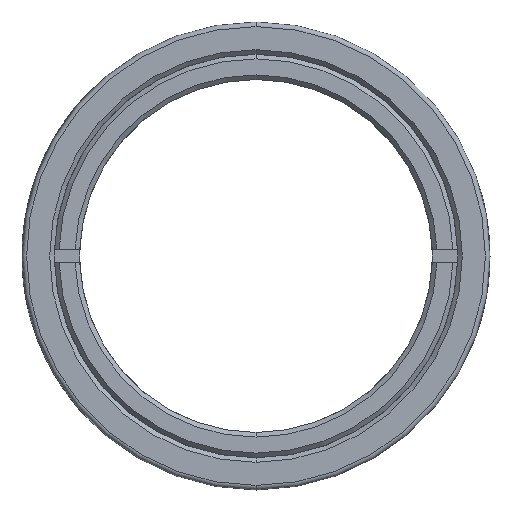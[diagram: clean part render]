
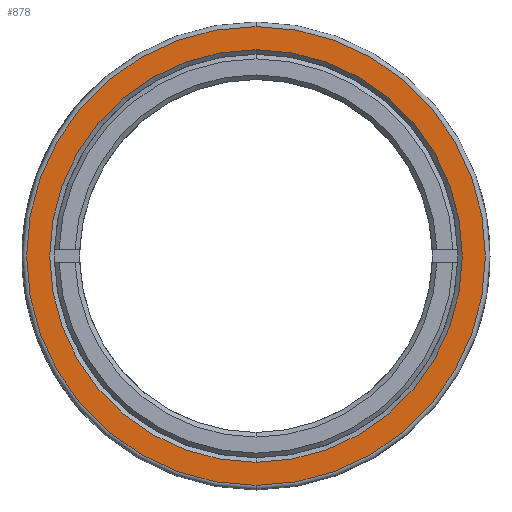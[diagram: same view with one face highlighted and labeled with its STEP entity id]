
A CAD part, front view. The second image highlights one B-rep face of the part: STEP entity #878.
In plain terms, the highlighted planar face has unit normal (0, -1, 0).
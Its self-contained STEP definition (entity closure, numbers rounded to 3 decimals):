
#223 = ORIENTED_EDGE ( 'NONE', *, *, #9853, .T. ) ;
#644 = CARTESIAN_POINT ( 'NONE',  ( 15.419, 15.237, 18.209 ) ) ;
#878 = ADVANCED_FACE ( 'NONE', ( #19358, #11006 ), #23828, .F. ) ;
#1057 = ORIENTED_EDGE ( 'NONE', *, *, #12476, .T. ) ;
#3513 = DIRECTION ( 'NONE',  ( 0., -1., 0. ) ) ;
#3565 = CIRCLE ( 'NONE', #21021, 13.445 ) ;
#3776 = CARTESIAN_POINT ( 'NONE',  ( 15.419, 15.237, 18.209 ) ) ;
#6038 = EDGE_LOOP ( 'NONE', ( #223, #22140 ) ) ;
#6146 = CARTESIAN_POINT ( 'NONE',  ( 15.419, 15.237, 18.209 ) ) ;
#6505 = EDGE_CURVE ( 'NONE', #14268, #24948, #14111, .T. ) ;
#9853 = EDGE_CURVE ( 'NONE', #28354, #23175, #3565, .T. ) ;
#10010 = CARTESIAN_POINT ( 'NONE',  ( 15.419, 15.237, 18.209 ) ) ;
#10202 = DIRECTION ( 'NONE',  ( 0., -1., 0. ) ) ;
#11000 = CARTESIAN_POINT ( 'NONE',  ( 15.419, 15.237, 33.159 ) ) ;
#11006 = FACE_OUTER_BOUND ( 'NONE', #11323, .T. ) ;
#11323 = EDGE_LOOP ( 'NONE', ( #1057, #13744 ) ) ;
#12222 = CIRCLE ( 'NONE', #28324, 14.95 ) ;
#12476 = EDGE_CURVE ( 'NONE', #24948, #14268, #12222, .T. ) ;
#12625 = DIRECTION ( 'NONE',  ( 0., 0., 1. ) ) ;
#12695 = DIRECTION ( 'NONE',  ( 0., 0., 1. ) ) ;
#13148 = CARTESIAN_POINT ( 'NONE',  ( 15.419, 15.237, 18.209 ) ) ;
#13744 = ORIENTED_EDGE ( 'NONE', *, *, #6505, .T. ) ;
#13768 = CARTESIAN_POINT ( 'NONE',  ( 15.419, 15.237, 3.259 ) ) ;
#14111 = CIRCLE ( 'NONE', #21452, 14.95 ) ;
#14268 = VERTEX_POINT ( 'NONE', #13768 ) ;
#14873 = AXIS2_PLACEMENT_3D ( 'NONE', #644, #22102, #26579 ) ;
#17020 = DIRECTION ( 'NONE',  ( 0., 1., 0. ) ) ;
#18064 = AXIS2_PLACEMENT_3D ( 'NONE', #13148, #24096, #19908 ) ;
#19358 = FACE_BOUND ( 'NONE', #6038, .T. ) ;
#19908 = DIRECTION ( 'NONE',  ( 1., 0., 0. ) ) ;
#20398 = CARTESIAN_POINT ( 'NONE',  ( 15.419, 15.237, 4.764 ) ) ;
#20838 = CIRCLE ( 'NONE', #14873, 13.445 ) ;
#21021 = AXIS2_PLACEMENT_3D ( 'NONE', #3776, #17020, #12695 ) ;
#21452 = AXIS2_PLACEMENT_3D ( 'NONE', #6146, #10202, #12625 ) ;
#22102 = DIRECTION ( 'NONE',  ( 0., 1., 0. ) ) ;
#22140 = ORIENTED_EDGE ( 'NONE', *, *, #24620, .T. ) ;
#23175 = VERTEX_POINT ( 'NONE', #25847 ) ;
#23828 = PLANE ( 'NONE',  #18064 ) ;
#24096 = DIRECTION ( 'NONE',  ( 0., 1., 0. ) ) ;
#24620 = EDGE_CURVE ( 'NONE', #23175, #28354, #20838, .T. ) ;
#24948 = VERTEX_POINT ( 'NONE', #11000 ) ;
#25847 = CARTESIAN_POINT ( 'NONE',  ( 15.419, 15.237, 31.654 ) ) ;
#26579 = DIRECTION ( 'NONE',  ( 0., 0., 1. ) ) ;
#27140 = DIRECTION ( 'NONE',  ( 0., 0., 1. ) ) ;
#28324 = AXIS2_PLACEMENT_3D ( 'NONE', #10010, #3513, #27140 ) ;
#28354 = VERTEX_POINT ( 'NONE', #20398 ) ;
